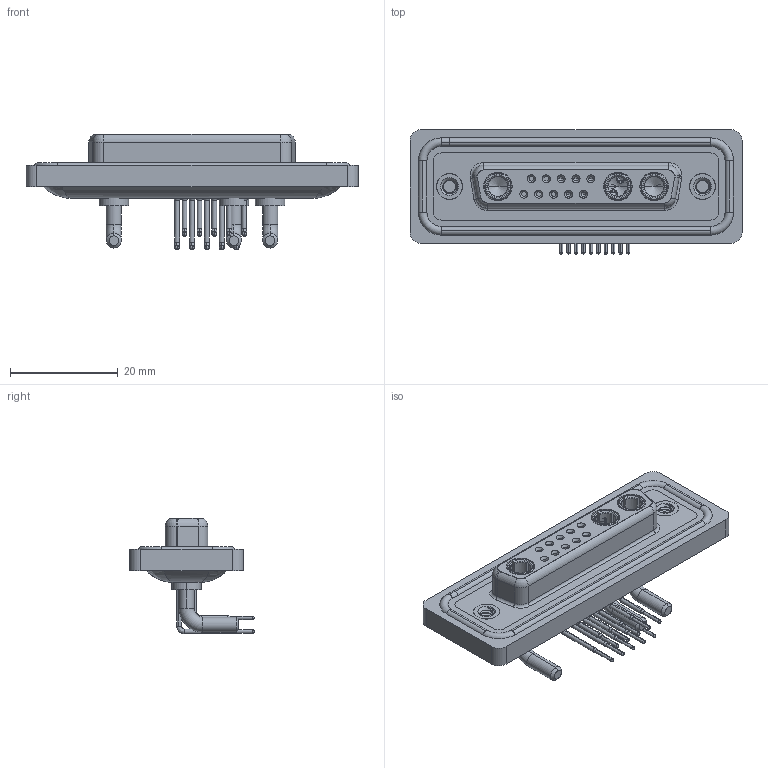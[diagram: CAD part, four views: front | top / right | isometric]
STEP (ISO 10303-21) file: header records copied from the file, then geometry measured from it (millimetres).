
FILE_DESCRIPTION (( 'STEP AP203' ), '1' );
FILE_NAME ('630W13W3640-2N2.STEP', '2024-04-12T01:49:26', ( '' ), ( '' ), 'SwSTEP 2.0', 'SolidWorks 2023', '' );
FILE_SCHEMA (( 'CONFIG_CONTROL_DESIGN' ));
Length unit declared in the file: millimetre
Products named in the file (9): 630Combo Waterproof Housing_25 Contacts; 630W13W3640-2N2; 630Combo Shell Rear_25 Contacts; 630Combo Housing_13W3; 630Combo Shell Front_25 Contacts; Power Socket_20A RA; 630Combo Contact Row 1_50 Contacts; 630Combo Contact Row 2_50 Contacts; 630Combo Threaded Rivet_2
Assembly tree (19 placements, depth 2):
  630W13W3640-2N2
    630Combo Housing_13W3
    630Combo Shell Front_25 Contacts
    630Combo Shell Rear_25 Contacts
    630Combo Threaded Rivet_2  x2
    Power Socket_20A RA  x3
    630Combo Contact Row 1_50 Contacts  x5
    630Combo Contact Row 2_50 Contacts  x5
    630Combo Waterproof Housing_25 Contacts
Bounding box: 61.75 x 23.12 x 21.53 mm (x, y, z)
Volume: 8470.1 mm3; surface area: 14296.2 mm2
Topology: 23 solids, 23 shells, 1150 faces, 2933 edges, 1855 vertices
Faces by surface type: cylinder 493, plane 342, cone 173, torus 89, bspline 53
Entity records: 22732 total; most frequent: CARTESIAN_POINT 5672, DIRECTION 3548, ORIENTED_EDGE 3184, EDGE_CURVE 1592, AXIS2_PLACEMENT_3D 1448, VERTEX_POINT 1017, CIRCLE 791, EDGE_LOOP 749
